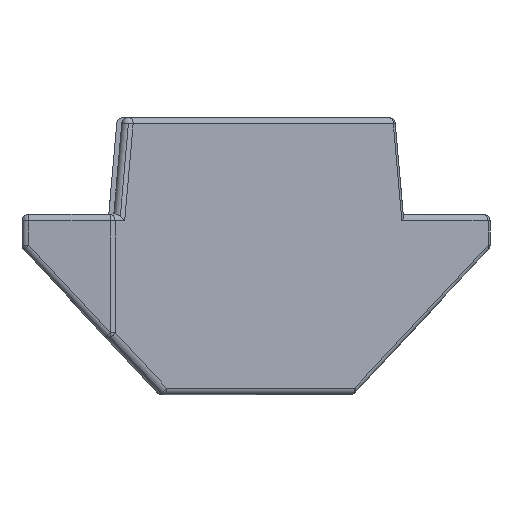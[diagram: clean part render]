
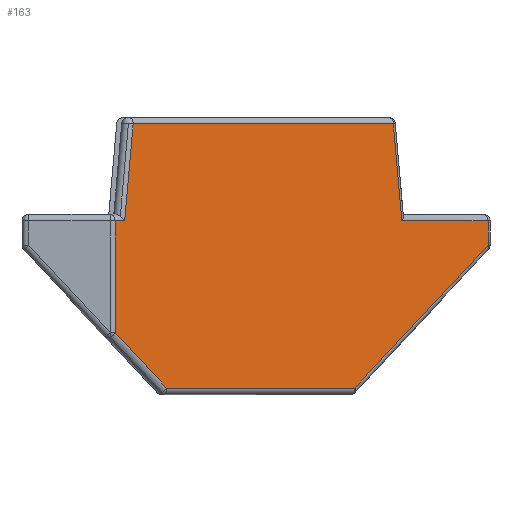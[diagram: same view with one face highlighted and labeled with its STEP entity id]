
A CAD part, left-side view. The second image highlights one B-rep face of the part: STEP entity #163.
In plain terms, the highlighted planar face has unit normal (-0.707, -0.707, 0).
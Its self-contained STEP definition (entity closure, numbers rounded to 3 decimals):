
#163=ADVANCED_FACE('NONE',(#378),#379,.F.);
#378=FACE_OUTER_BOUND('',#640,.T.);
#379=PLANE('',#641);
#640=EDGE_LOOP('',(#1057,#1058,#1059,#1060,#1061,#1062,#1063,#1064,#1065,#1066));
#641=AXIS2_PLACEMENT_3D('',#1067,#1068,#1069);
#1057=ORIENTED_EDGE('',*,*,#1645,.T.);
#1058=ORIENTED_EDGE('',*,*,#1646,.T.);
#1059=ORIENTED_EDGE('',*,*,#1647,.T.);
#1060=ORIENTED_EDGE('',*,*,#1648,.T.);
#1061=ORIENTED_EDGE('',*,*,#1649,.T.);
#1062=ORIENTED_EDGE('',*,*,#1650,.T.);
#1063=ORIENTED_EDGE('',*,*,#1528,.T.);
#1064=ORIENTED_EDGE('',*,*,#1651,.T.);
#1065=ORIENTED_EDGE('',*,*,#1652,.T.);
#1066=ORIENTED_EDGE('',*,*,#1653,.T.);
#1067=CARTESIAN_POINT('',(-11.444,6.07,-0.7));
#1068=DIRECTION('',(0.707,0.707,0.0));
#1069=DIRECTION('',(0.0,0.0,-1.0));
#1528=EDGE_CURVE('NONE',#1802,#1806,#1808,.T.);
#1645=EDGE_CURVE('NONE',#1996,#1997,#1998,.T.);
#1646=EDGE_CURVE('NONE',#1997,#1999,#2000,.T.);
#1647=EDGE_CURVE('NONE',#1999,#2001,#2002,.T.);
#1648=EDGE_CURVE('NONE',#2001,#2003,#2004,.T.);
#1649=EDGE_CURVE('NONE',#2003,#2005,#2006,.T.);
#1650=EDGE_CURVE('NONE',#2005,#1802,#2007,.T.);
#1651=EDGE_CURVE('NONE',#1806,#2008,#2009,.T.);
#1652=EDGE_CURVE('NONE',#2008,#2010,#2011,.T.);
#1653=EDGE_CURVE('NONE',#2010,#1996,#2012,.T.);
#1802=VERTEX_POINT('NONE',#2185);
#1806=VERTEX_POINT('NONE',#2190);
#1808=LINE('',#2192,#2193);
#1996=VERTEX_POINT('NONE',#2536);
#1997=VERTEX_POINT('NONE',#2537);
#1998=LINE('',#2538,#2539);
#1999=VERTEX_POINT('NONE',#2540);
#2000=LINE('',#2541,#2542);
#2001=VERTEX_POINT('NONE',#2543);
#2002=LINE('',#2544,#2545);
#2003=VERTEX_POINT('NONE',#2546);
#2004=LINE('',#2547,#2548);
#2005=VERTEX_POINT('NONE',#2549);
#2006=LINE('',#2550,#2551);
#2007=LINE('',#2552,#2553);
#2008=VERTEX_POINT('NONE',#2554);
#2009=LINE('',#2555,#2556);
#2010=VERTEX_POINT('NONE',#2557);
#2011=LINE('',#2558,#2559);
#2012=LINE('',#2560,#2561);
#2185=CARTESIAN_POINT('',(-9.591,4.217,1.858));
#2190=CARTESIAN_POINT('',(-8.046,2.672,0.2));
#2192=CARTESIAN_POINT('',(-8.309,2.935,0.482));
#2193=VECTOR('',#2754,1000.0);
#2536=CARTESIAN_POINT('',(1.567,-6.941,5.2));
#2537=CARTESIAN_POINT('',(-1.012,-4.362,5.2));
#2538=CARTESIAN_POINT('',(-11.444,6.07,5.2));
#2539=VECTOR('',#2860,1000.0);
#2540=CARTESIAN_POINT('',(-1.266,-4.108,8.1));
#2541=CARTESIAN_POINT('',(-0.661,-4.713,1.187));
#2542=VECTOR('',#2861,1000.0);
#2543=CARTESIAN_POINT('',(-9.049,3.675,8.1));
#2544=CARTESIAN_POINT('',(-9.374,4.0,8.1));
#2545=VECTOR('',#2862,1000.0);
#2546=CARTESIAN_POINT('',(-9.303,3.929,5.2));
#2547=CARTESIAN_POINT('',(-9.844,4.47,-0.98));
#2548=VECTOR('',#2863,1000.0);
#2549=CARTESIAN_POINT('',(-9.591,4.217,5.2));
#2550=CARTESIAN_POINT('',(-9.65,4.276,5.2));
#2551=VECTOR('',#2864,1000.0);
#2552=CARTESIAN_POINT('',(-9.591,4.217,-0.7));
#2553=VECTOR('',#2865,1000.0);
#2554=CARTESIAN_POINT('',(-2.42,-2.954,0.2));
#2555=CARTESIAN_POINT('',(-11.444,6.07,0.2));
#2556=VECTOR('',#2866,1000.0);
#2557=CARTESIAN_POINT('',(1.567,-6.941,4.475));
#2558=CARTESIAN_POINT('',(1.578,-6.952,4.487));
#2559=VECTOR('',#2867,1000.0);
#2560=CARTESIAN_POINT('',(1.567,-6.941,-0.7));
#2561=VECTOR('',#2868,1000.0);
#2754=DIRECTION('',(0.563,-0.563,-0.604));
#2860=DIRECTION('',(-0.707,0.707,-0.0));
#2861=DIRECTION('',(-0.087,0.087,0.992));
#2862=DIRECTION('',(-0.707,0.707,-0.0));
#2863=DIRECTION('',(-0.087,0.087,-0.992));
#2864=DIRECTION('',(-0.707,0.707,-0.0));
#2865=DIRECTION('',(-0.0,0.0,-1.0));
#2866=DIRECTION('',(0.707,-0.707,-0.0));
#2867=DIRECTION('',(0.563,-0.563,0.604));
#2868=DIRECTION('',(-0.0,-0.0,1.0));
